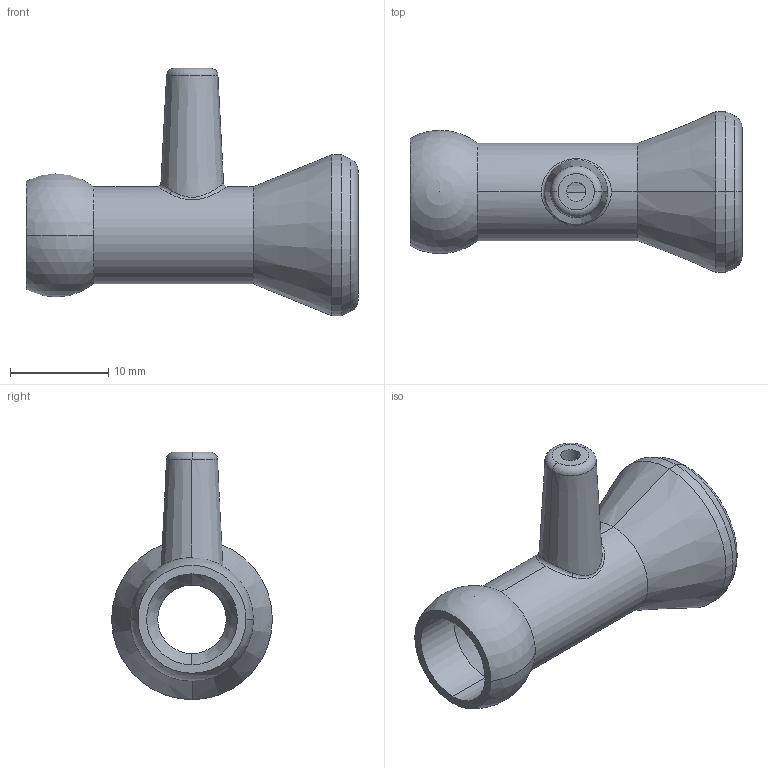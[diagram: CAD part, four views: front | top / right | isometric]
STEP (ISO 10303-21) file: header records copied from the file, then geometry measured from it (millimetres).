
FILE_DESCRIPTION (( 'STEP AP203' ), '1' );
FILE_NAME ('1-4 Side Flow Nozzle.STEP', '2005-02-04T21:47:51', ( 'mark lockwood' ), ( 'lockwood products inc.' ), 'SwSTEP 2.0', 'SolidWorks 2004146', '' );
FILE_SCHEMA (( 'CONFIG_CONTROL_DESIGN' ));
Length unit declared in the file: inch
Products named in the file (1): 1-4 Side Flow Nozzle
Bounding box: 33.83 x 16.38 x 25.21 mm (x, y, z)
Volume: 1970.4 mm3; surface area: 2565.9 mm2
Topology: 1 solids, 1 shells, 35 faces, 94 edges, 56 vertices
Faces by surface type: cylinder 12, cone 10, sphere 4, torus 4, plane 3, bspline 2
Entity records: 3830 total; most frequent: CARTESIAN_POINT 2915, DIRECTION 192, ORIENTED_EDGE 168, EDGE_CURVE 84, AXIS2_PLACEMENT_3D 84, VERTEX_POINT 50, CIRCLE 50, EDGE_LOOP 38
